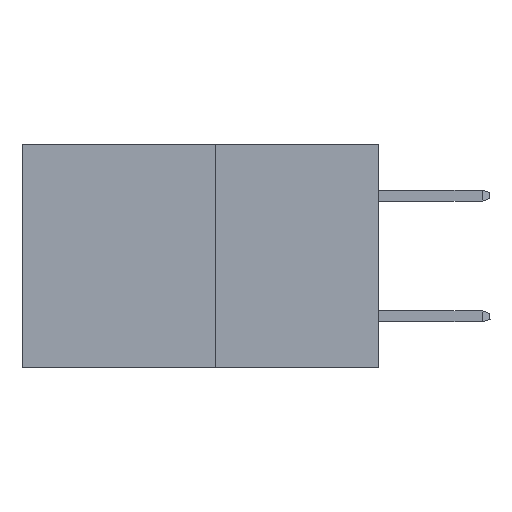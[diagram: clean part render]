
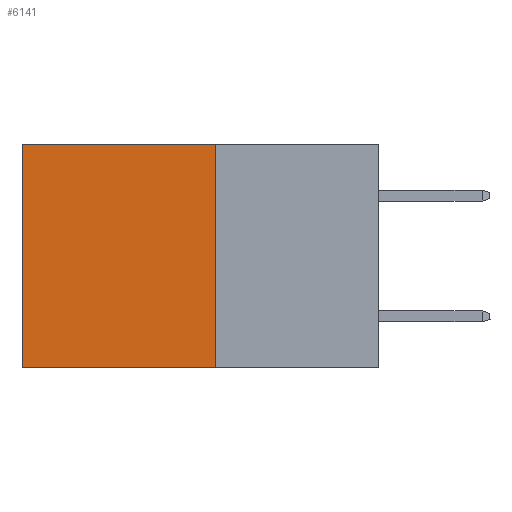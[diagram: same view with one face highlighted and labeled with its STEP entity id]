
A CAD part, left-side view. The second image highlights one B-rep face of the part: STEP entity #6141.
In plain terms, the highlighted planar face has unit normal (-1, 0, 0).
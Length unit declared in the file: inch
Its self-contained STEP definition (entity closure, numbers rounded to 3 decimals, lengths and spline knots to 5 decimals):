
#181 = DIRECTION ( 'NONE',  ( 0., 0., -1. ) ) ;
#207 = ORIENTED_EDGE ( 'NONE', *, *, #10194, .T. ) ;
#835 = LINE ( 'NONE', #8251, #16434 ) ;
#1371 = DIRECTION ( 'NONE',  ( 0., 1., 0. ) ) ;
#1385 = AXIS2_PLACEMENT_3D ( 'NONE', #9533, #8599, #8596 ) ;
#1573 = LINE ( 'NONE', #13724, #5102 ) ;
#1765 = LINE ( 'NONE', #7766, #13452 ) ;
#2166 = DIRECTION ( 'NONE',  ( 0., 0., -1. ) ) ;
#3031 = DIRECTION ( 'NONE',  ( 0., 1., 0. ) ) ;
#3838 = FACE_OUTER_BOUND ( 'NONE', #8848, .T. ) ;
#5102 = VECTOR ( 'NONE', #3031, 39.37008 ) ;
#6141 = ADVANCED_FACE ( 'NONE', ( #3838 ), #8617, .F. ) ;
#6551 = EDGE_CURVE ( 'NONE', #6988, #14227, #835, .T. ) ;
#6988 = VERTEX_POINT ( 'NONE', #15119 ) ;
#7248 = VERTEX_POINT ( 'NONE', #17440 ) ;
#7330 = ORIENTED_EDGE ( 'NONE', *, *, #13731, .T. ) ;
#7551 = ORIENTED_EDGE ( 'NONE', *, *, #17071, .F. ) ;
#7766 = CARTESIAN_POINT ( 'NONE',  ( 0.277, 0.59, -0.37 ) ) ;
#8251 = CARTESIAN_POINT ( 'NONE',  ( 0.277, 0.27, -0.37 ) ) ;
#8596 = DIRECTION ( 'NONE',  ( 0., 0., -1. ) ) ;
#8599 = DIRECTION ( 'NONE',  ( 1., 0., 0. ) ) ;
#8617 = PLANE ( 'NONE',  #1385 ) ;
#8848 = EDGE_LOOP ( 'NONE', ( #7330, #7551, #11923, #207 ) ) ;
#9533 = CARTESIAN_POINT ( 'NONE',  ( 0.277, 0.27, -0.37 ) ) ;
#10194 = EDGE_CURVE ( 'NONE', #6988, #10721, #1573, .T. ) ;
#10247 = LINE ( 'NONE', #14969, #13795 ) ;
#10721 = VERTEX_POINT ( 'NONE', #11851 ) ;
#11851 = CARTESIAN_POINT ( 'NONE',  ( 0.277, 0.59, 0. ) ) ;
#11923 = ORIENTED_EDGE ( 'NONE', *, *, #6551, .F. ) ;
#13452 = VECTOR ( 'NONE', #181, 39.37008 ) ;
#13724 = CARTESIAN_POINT ( 'NONE',  ( 0.277, 0.27, 0. ) ) ;
#13731 = EDGE_CURVE ( 'NONE', #10721, #7248, #1765, .T. ) ;
#13795 = VECTOR ( 'NONE', #1371, 39.37008 ) ;
#14227 = VERTEX_POINT ( 'NONE', #19379 ) ;
#14969 = CARTESIAN_POINT ( 'NONE',  ( 0.277, 0.27, -0.37 ) ) ;
#15119 = CARTESIAN_POINT ( 'NONE',  ( 0.277, 0.27, 0. ) ) ;
#16434 = VECTOR ( 'NONE', #2166, 39.37008 ) ;
#17071 = EDGE_CURVE ( 'NONE', #14227, #7248, #10247, .T. ) ;
#17440 = CARTESIAN_POINT ( 'NONE',  ( 0.277, 0.59, -0.37 ) ) ;
#19379 = CARTESIAN_POINT ( 'NONE',  ( 0.277, 0.27, -0.37 ) ) ;
